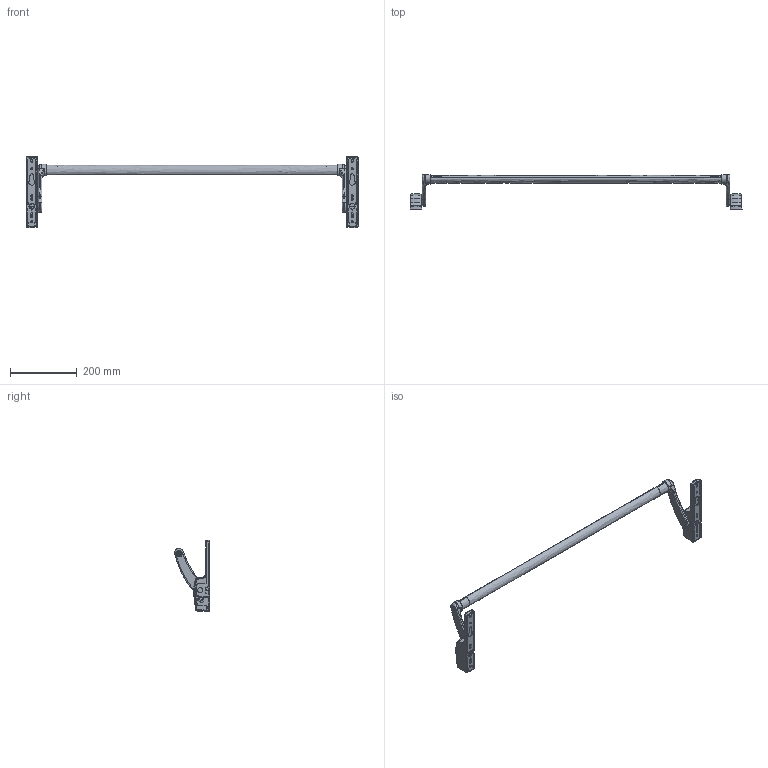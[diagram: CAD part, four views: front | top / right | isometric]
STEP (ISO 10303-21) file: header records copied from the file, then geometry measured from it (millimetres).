
FILE_DESCRIPTION((''),'2;1');
FILE_NAME('159616000_SW1','2019-10-21T18:39:57',('MLOLI'),(''),'CREO PARAMETRIC BY PTC INC, 2018420','CREO PARAMETRIC BY PTC INC, 2018420','');
FILE_SCHEMA(('CONFIG_CONTROL_DESIGN'));
Length unit declared in the file: millimetre
Products named in the file (1): 159616000_SW1
Bounding box: 991.75 x 103.68 x 213.37 mm (x, y, z)
Volume: 345348.9 mm3; surface area: 311352.8 mm2
Topology: 3 solids, 3 shells, 810 faces, 2278 edges, 1442 vertices
Faces by surface type: plane 342, cylinder 258, bspline 118, torus 36, cone 34, extrusion 14, sphere 8
Entity records: 37106 total; most frequent: CARTESIAN_POINT 16654, ORIENTED_EDGE 4556, DIRECTION 3922, EDGE_CURVE 2278, VERTEX_POINT 1442, AXIS2_PLACEMENT_3D 1332, VECTOR 1258, LINE 1244
